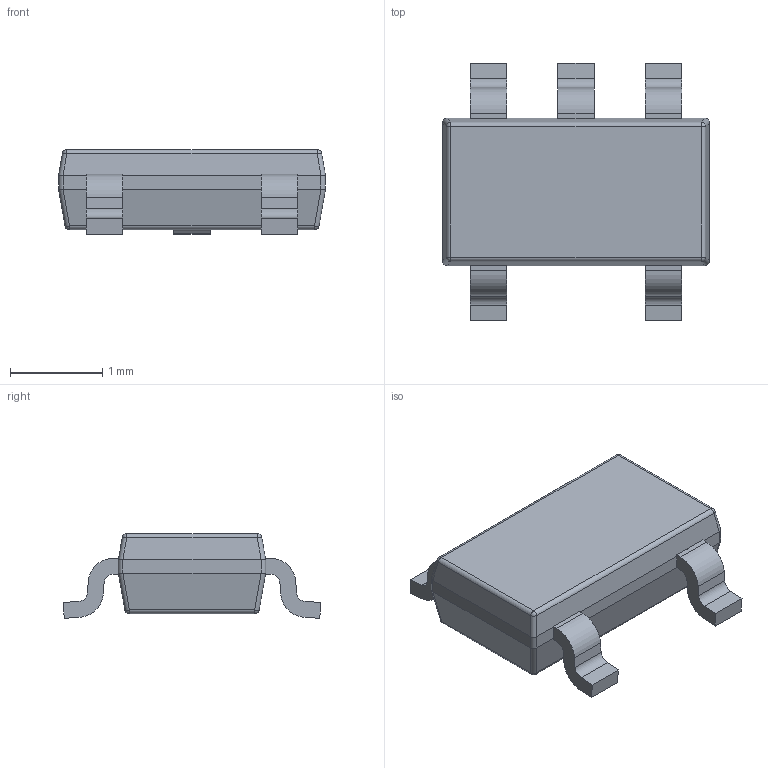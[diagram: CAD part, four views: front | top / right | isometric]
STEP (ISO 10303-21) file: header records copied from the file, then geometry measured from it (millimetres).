
FILE_DESCRIPTION(/* description */ ('Unknown'),/* implementation_level */ '2;1');
FILE_NAME(/* name */ 'TSOT23-5 STEP',/* time_stamp */ '2020-03-19T10:37:44+08:00',/* author */ ('Unknown'),/* organization */ ('Unknown'),/* preprocessor_version */ 'ST-DEVELOPER v16.7',/* originating_system */ 'DEX',/* authorisation */ $);
FILE_SCHEMA (('AUTOMOTIVE_DESIGN {1 0 10303 214 3 1 1}'));
Length unit declared in the file: millimetre
Products named in the file (3): TSOT23-5; CPD; LDF
Assembly tree (2 placements, depth 2):
  TSOT23-5
    CPD
    LDF
Bounding box: 2.9 x 2.8 x 0.92 mm (x, y, z)
Volume: 4.1 mm3; surface area: 21.4 mm2
Topology: 6 solids, 6 shells, 122 faces, 314 edges, 196 vertices
Faces by surface type: plane 74, cylinder 40, sphere 8
Entity records: 4248 total; most frequent: DIRECTION 644, CARTESIAN_POINT 627, ORIENTED_EDGE 612, EDGE_CURVE 306, LINE 218, VECTOR 218, AXIS2_PLACEMENT_3D 213, VERTEX_POINT 196
